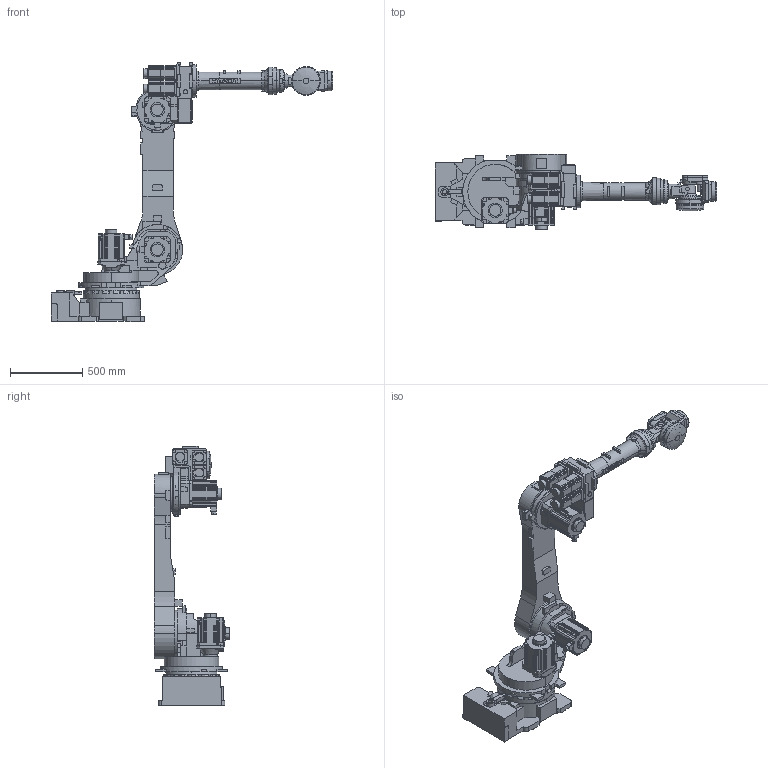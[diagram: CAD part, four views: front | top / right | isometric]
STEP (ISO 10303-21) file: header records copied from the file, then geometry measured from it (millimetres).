
FILE_DESCRIPTION (( 'STEP AP214' ), '1' );
FILE_NAME ('YS140(駍).STEP', '2018-06-14T01:26:47', ( 'Windows 餌辨濠' ), ( 'HRDG' ), 'SwSTEP 2.0', 'SolidWorks 2017', '' );
FILE_SCHEMA (( 'AUTOMOTIVE_DESIGN' ));
Length unit declared in the file: millimetre
Products named in the file (30): YS140_B REDUCER; YS140_WRIST CAP; YS140_GASKET; YS140_WRIST B OUTPUT; YS140(駍); YS140_Base Body; YS140_Stopper; YS140_S REDUCER; YS140_BASE ASSY; YS140_Lower Frame; YS140_S MOTOR; YS140_COVER PLATE; YS140_S AXIS MOTOR ASSY; YS140_H AXIS MOTOR ASSY; YS140_H REDUCER; YS140_S1 ASSY; YS140_Upper Frame; YS140_A2 ASSY; YS140_ARM FRAME; YS140_Arm Pipe; YS140_R2 REDUCER; YS140_R2 R1 B MOTOR; YS140_V REDUCER; YS140_V MOTOR; YS140_V MOTOR ASSY; YS140_A1 ASSY; YS140_WRIST BODY; YS140_WRIST R2 OUTPUT; YS140_WRIST HOLDER; YS140_R1 REDUCER
Assembly tree (32 placements, depth 4):
  YS140(駍)
    YS140_BASE ASSY
      YS140_Base Body
      YS140_Stopper
      YS140_S REDUCER
    YS140_S1 ASSY
      YS140_Lower Frame
      YS140_S AXIS MOTOR ASSY
        YS140_S MOTOR
      YS140_H AXIS MOTOR ASSY
        YS140_S MOTOR
      YS140_H REDUCER
    YS140_A2 ASSY
      YS140_Upper Frame
    YS140_A1 ASSY
      YS140_ARM FRAME
      YS140_Arm Pipe
      YS140_R2 REDUCER
      YS140_R2 R1 B MOTOR  x3
      YS140_V REDUCER
      YS140_V MOTOR ASSY
        YS140_V MOTOR
    YS140_WRIST R2 OUTPUT
      YS140_WRIST BODY
    YS140_WRIST B OUTPUT
      YS140_WRIST HOLDER
      YS140_R1 REDUCER
      YS140_COVER PLATE
      YS140_B REDUCER
      YS140_WRIST CAP
      YS140_GASKET
Bounding box: 1950 x 522 x 1800 mm (x, y, z)
Volume: 168407338.7 mm3; surface area: 7521106.4 mm2
Topology: 29 solids, 33 shells, 2609 faces, 6873 edges, 4555 vertices
Faces by surface type: plane 1729, cylinder 764, bspline 66, cone 50
Entity records: 70059 total; most frequent: CARTESIAN_POINT 17050, ORIENTED_EDGE 10904, DIRECTION 10639, EDGE_CURVE 5452, VECTOR 3783, LINE 3783, VERTEX_POINT 3611, AXIS2_PLACEMENT_3D 3428
